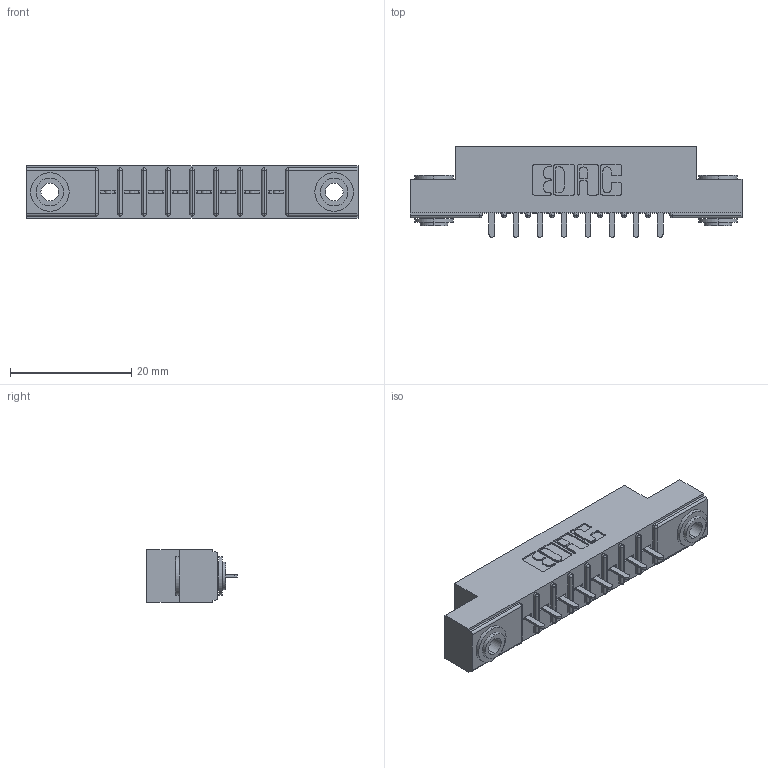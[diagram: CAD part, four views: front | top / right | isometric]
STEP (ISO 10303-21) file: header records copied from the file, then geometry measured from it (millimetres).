
FILE_DESCRIPTION (( 'STEP AP203' ), '1' );
FILE_NAME ('316-008-521-103.STEP', '2018-07-30T23:54:10', ( '' ), ( '' ), 'SwSTEP 2.0', 'SolidWorks 2016', '' );
FILE_SCHEMA (( 'CONFIG_CONTROL_DESIGN' ));
Length unit declared in the file: inch
Products named in the file (4): 306 Part_.156 Dia; 306-290-001_121; 345-250-002_345-250-002-102; 316-008-521-103
Assembly tree (11 placements, depth 2):
  316-008-521-103
    306 Part_.156 Dia
    306-290-001_121  x8
    345-250-002_345-250-002-102  x2
Bounding box: 54.71 x 14.88 x 8.71 mm (x, y, z)
Volume: 3675.1 mm3; surface area: 5180.2 mm2
Topology: 11 solids, 11 shells, 728 faces, 2004 edges, 1288 vertices
Faces by surface type: plane 468, cylinder 220, sphere 32, cone 8
Entity records: 12886 total; most frequent: CARTESIAN_POINT 2136, DIRECTION 2124, ORIENTED_EDGE 2104, EDGE_CURVE 1052, LINE 796, VECTOR 796, VERTEX_POINT 676, AXIS2_PLACEMENT_3D 664
